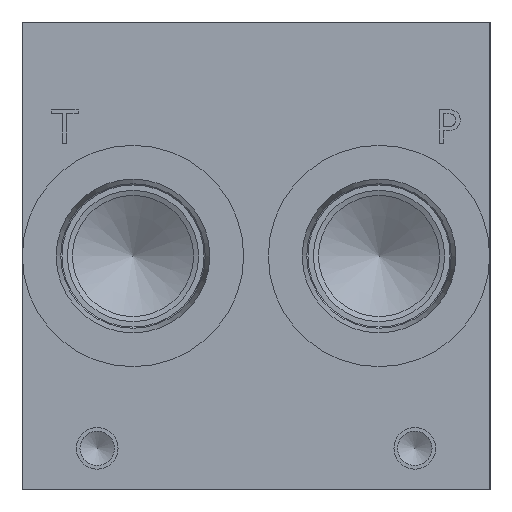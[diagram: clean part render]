
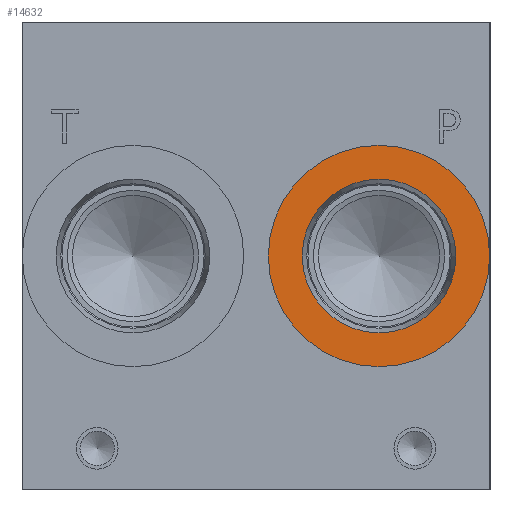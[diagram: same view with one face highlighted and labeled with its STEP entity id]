
A CAD part, left-side view. The second image highlights one B-rep face of the part: STEP entity #14632.
In plain terms, the highlighted planar face has unit normal (-1, 0, 0).
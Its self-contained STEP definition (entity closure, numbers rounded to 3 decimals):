
#425=CIRCLE('',#15485,21.019);
#426=CIRCLE('',#15486,21.019);
#427=CIRCLE('',#15488,14.592);
#428=CIRCLE('',#15489,14.592);
#562=FACE_BOUND('',#2696,.T.);
#1851=FACE_OUTER_BOUND('',#2695,.T.);
#2695=EDGE_LOOP('',(#12715,#12716));
#2696=EDGE_LOOP('',(#12717,#12718));
#6794=VERTEX_POINT('',#25082);
#6795=VERTEX_POINT('',#25084);
#6796=VERTEX_POINT('',#25088);
#6797=VERTEX_POINT('',#25089);
#8802=EDGE_CURVE('',#6794,#6795,#425,.T.);
#8803=EDGE_CURVE('',#6795,#6794,#426,.T.);
#8804=EDGE_CURVE('',#6796,#6797,#427,.T.);
#8805=EDGE_CURVE('',#6797,#6796,#428,.T.);
#12715=ORIENTED_EDGE('',*,*,#8803,.F.);
#12716=ORIENTED_EDGE('',*,*,#8802,.F.);
#12717=ORIENTED_EDGE('',*,*,#8804,.T.);
#12718=ORIENTED_EDGE('',*,*,#8805,.T.);
#13347=PLANE('',#15487);
#14632=ADVANCED_FACE('',(#1851,#562),#13347,.F.);
#15485=AXIS2_PLACEMENT_3D('',#25085,#18496,#18497);
#15486=AXIS2_PLACEMENT_3D('',#25086,#18498,#18499);
#15487=AXIS2_PLACEMENT_3D('',#25087,#18500,#18501);
#15488=AXIS2_PLACEMENT_3D('',#25090,#18502,#18503);
#15489=AXIS2_PLACEMENT_3D('',#25091,#18504,#18505);
#18496=DIRECTION('center_axis',(1.,0.,0.));
#18497=DIRECTION('ref_axis',(0.,0.,-1.));
#18498=DIRECTION('center_axis',(1.,0.,0.));
#18499=DIRECTION('ref_axis',(0.,0.,-1.));
#18500=DIRECTION('center_axis',(1.,0.,0.));
#18501=DIRECTION('ref_axis',(0.,0.,-1.));
#18502=DIRECTION('center_axis',(1.,0.,0.));
#18503=DIRECTION('ref_axis',(0.,0.,-1.));
#18504=DIRECTION('center_axis',(1.,0.,0.));
#18505=DIRECTION('ref_axis',(0.,0.,-1.));
#25082=CARTESIAN_POINT('',(0.787,21.082,23.432));
#25084=CARTESIAN_POINT('',(0.787,21.082,65.469));
#25085=CARTESIAN_POINT('Origin',(0.787,21.082,44.45));
#25086=CARTESIAN_POINT('Origin',(0.787,21.082,44.45));
#25087=CARTESIAN_POINT('Origin',(0.787,21.082,59.042));
#25088=CARTESIAN_POINT('',(0.787,21.082,59.042));
#25089=CARTESIAN_POINT('',(0.787,21.082,29.858));
#25090=CARTESIAN_POINT('Origin',(0.787,21.082,44.45));
#25091=CARTESIAN_POINT('Origin',(0.787,21.082,44.45));
